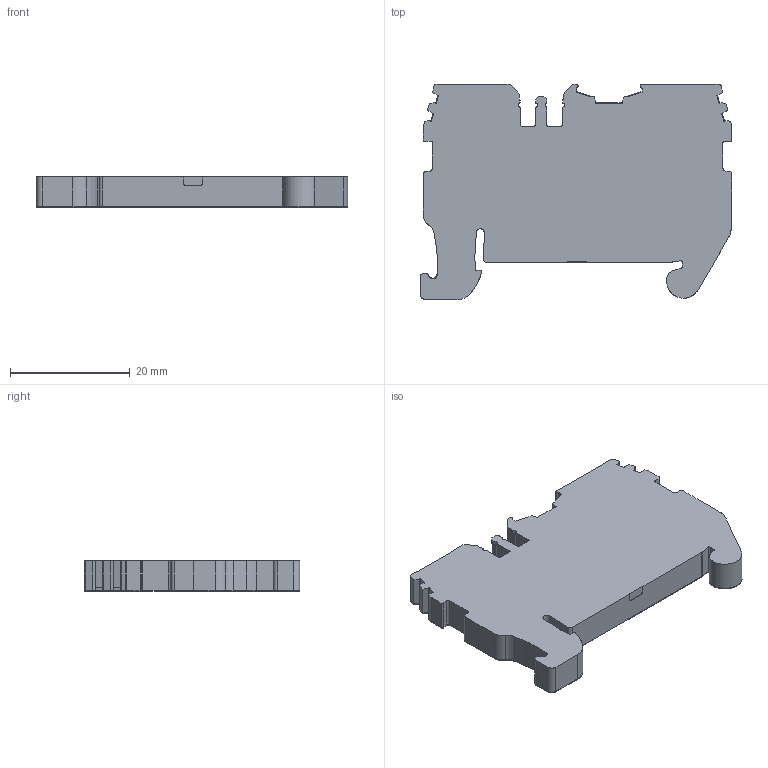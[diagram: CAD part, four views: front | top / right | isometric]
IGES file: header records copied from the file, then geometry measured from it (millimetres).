
Start section: SolidWorks IGES file using analytic representation for surfaces
Global section: file name: 310109_PTP 2.5_GR.IGS; native system: SolidWorks 2016; preprocessor: SolidWorks 2016; author: gurcang; date: 160728.103759; units: millimetre
Bounding box: 52.18 x 36.07 x 5.15 mm (x, y, z)
Surface area: 4207.6 mm2 (no closed solid volume)
Topology: 0 solids, 0 shells, 449 faces, 3708 edges, 3708 vertices
Faces by surface type: bspline 267, revolution 182
